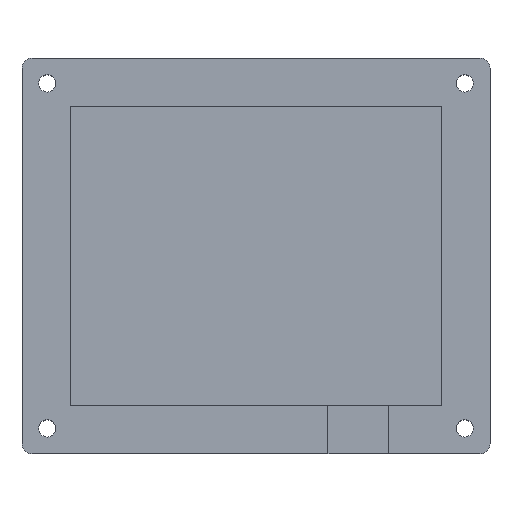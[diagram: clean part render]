
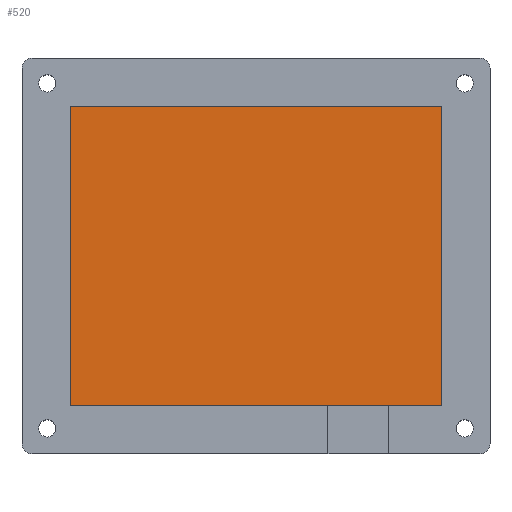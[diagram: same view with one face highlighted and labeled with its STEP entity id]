
A CAD part, top view. The second image highlights one B-rep face of the part: STEP entity #520.
In plain terms, the highlighted planar face has unit normal (0, 0, 1).
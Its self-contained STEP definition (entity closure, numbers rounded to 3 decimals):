
#30=PLANE('',#576);
#52=FACE_OUTER_BOUND('',#86,.T.);
#86=EDGE_LOOP('',(#401,#402,#403,#404));
#139=LINE('',#842,#187);
#140=LINE('',#844,#188);
#141=LINE('',#846,#189);
#142=LINE('',#847,#190);
#187=VECTOR('',#675,10.);
#188=VECTOR('',#676,10.);
#189=VECTOR('',#677,10.);
#190=VECTOR('',#678,10.);
#265=VERTEX_POINT('',#840);
#266=VERTEX_POINT('',#841);
#267=VERTEX_POINT('',#843);
#268=VERTEX_POINT('',#845);
#319=EDGE_CURVE('',#265,#266,#139,.T.);
#320=EDGE_CURVE('',#267,#265,#140,.T.);
#321=EDGE_CURVE('',#268,#267,#141,.T.);
#322=EDGE_CURVE('',#266,#268,#142,.T.);
#401=ORIENTED_EDGE('',*,*,#319,.F.);
#402=ORIENTED_EDGE('',*,*,#320,.F.);
#403=ORIENTED_EDGE('',*,*,#321,.F.);
#404=ORIENTED_EDGE('',*,*,#322,.F.);
#520=ADVANCED_FACE('',(#52),#30,.F.);
#576=AXIS2_PLACEMENT_3D('',#839,#673,#674);
#673=DIRECTION('center_axis',(0.,0.,-1.));
#674=DIRECTION('ref_axis',(-1.,0.,0.));
#675=DIRECTION('',(-1.,0.,0.));
#676=DIRECTION('',(0.,-1.,0.));
#677=DIRECTION('',(1.,0.,0.));
#678=DIRECTION('',(0.,1.,0.));
#839=CARTESIAN_POINT('Origin',(81.561,-80.425,3.));
#840=CARTESIAN_POINT('',(118.281,-110.,3.));
#841=CARTESIAN_POINT('',(44.841,-110.,3.));
#842=CARTESIAN_POINT('',(118.281,-110.,3.));
#843=CARTESIAN_POINT('',(118.281,-50.85,3.));
#844=CARTESIAN_POINT('',(118.281,-50.85,3.));
#845=CARTESIAN_POINT('',(44.841,-50.85,3.));
#846=CARTESIAN_POINT('',(44.841,-50.85,3.));
#847=CARTESIAN_POINT('',(44.841,-110.,3.));
